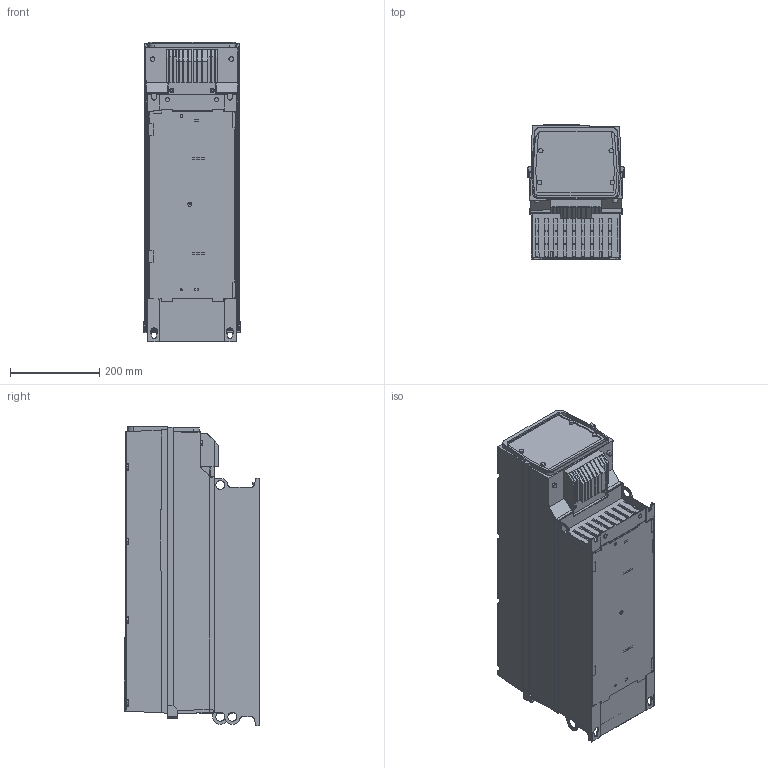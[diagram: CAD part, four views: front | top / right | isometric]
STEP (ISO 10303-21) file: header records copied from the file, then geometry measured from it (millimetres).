
FILE_DESCRIPTION((''),'2;1');
FILE_NAME('PRT0009','2025-10-31T12:10:17',('U388355'),('Danfoss Drives'),'CREO PARAMETRIC BY PTC INC, 2024133','CREO PARAMETRIC BY PTC INC, 2024133','');
FILE_SCHEMA(('CONFIG_CONTROL_DESIGN','GEOMETRIC_VALIDATION_PROPERTIES_MIM'));
Length unit declared in the file: millimetre
Products named in the file (1): PRT0009
Bounding box: 215.72 x 303 x 671.68 mm (x, y, z)
Volume: 35059288.4 mm3; surface area: 870062.9 mm2
Topology: 1 solids, 1 shells, 1470 faces, 4085 edges, 2717 vertices
Faces by surface type: plane 1072, cylinder 265, extrusion 133
Entity records: 49266 total; most frequent: CARTESIAN_POINT 10101, ORIENTED_EDGE 8170, DIRECTION 7124, EDGE_CURVE 4085, VECTOR 3320, LINE 3187, VERTEX_POINT 2717, AXIS2_PLACEMENT_3D 1902
